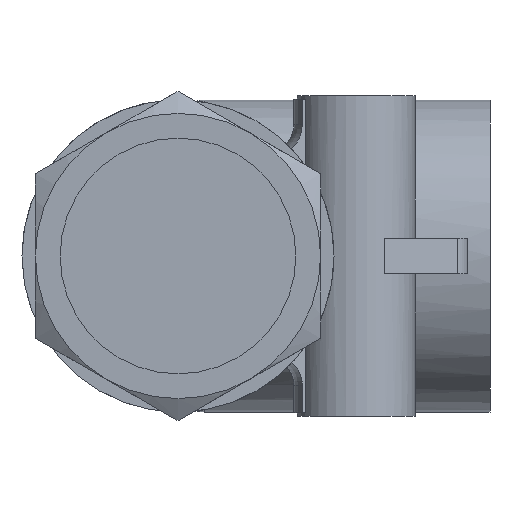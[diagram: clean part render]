
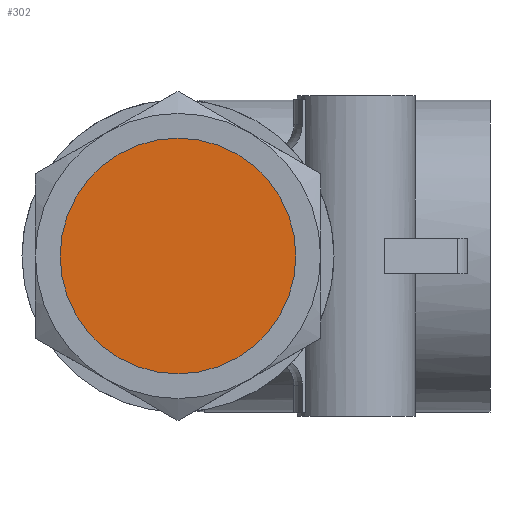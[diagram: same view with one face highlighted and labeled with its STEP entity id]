
A CAD part, front view. The second image highlights one B-rep face of the part: STEP entity #302.
In plain terms, the highlighted planar face has unit normal (0, -1, 0).
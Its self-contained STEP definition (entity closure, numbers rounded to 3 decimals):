
#302 = ADVANCED_FACE( '', ( #637 ), #638, .T. );
#637 = FACE_OUTER_BOUND( '', #982, .T. );
#638 = PLANE( '', #983 );
#982 = EDGE_LOOP( '', ( #1815 ) );
#983 = AXIS2_PLACEMENT_3D( '', #1816, #1817, #1818 );
#1815 = ORIENTED_EDGE( '', *, *, #2173, .T. );
#1816 = CARTESIAN_POINT( '', ( 0., -92., 0. ) );
#1817 = DIRECTION( '', ( 0., -1., 0. ) );
#1818 = DIRECTION( '', ( 0., 0., -1. ) );
#2173 = EDGE_CURVE( '', #2660, #2660, #2661, .T. );
#2660 = VERTEX_POINT( '', #3701 );
#2661 = CIRCLE( '', #3702, 13.22 );
#3701 = CARTESIAN_POINT( '', ( 13.22, -92., 0. ) );
#3702 = AXIS2_PLACEMENT_3D( '', #4190, #4191, #4192 );
#4190 = CARTESIAN_POINT( '', ( 0., -92., 0. ) );
#4191 = DIRECTION( '', ( 0., -1., 0. ) );
#4192 = DIRECTION( '', ( 1., 0., 0. ) );
